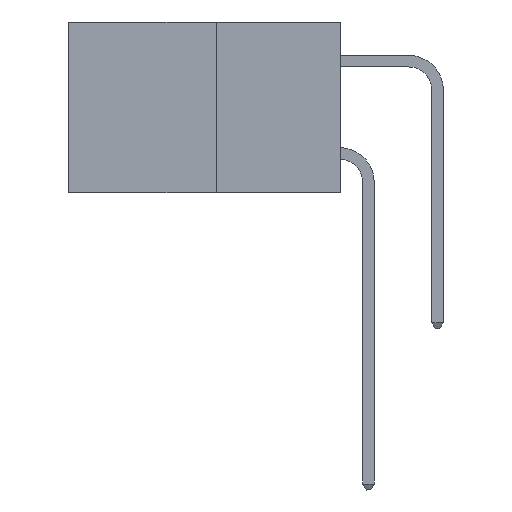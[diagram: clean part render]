
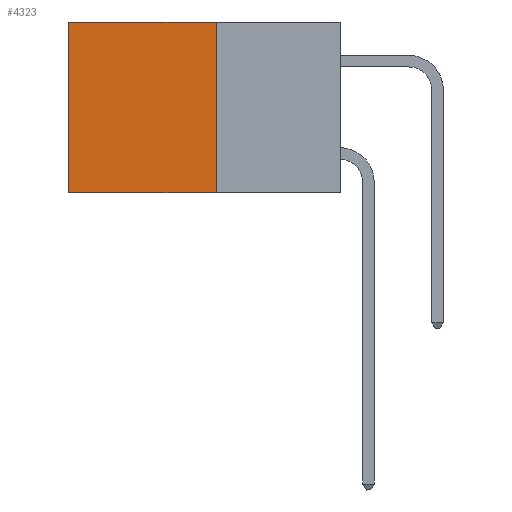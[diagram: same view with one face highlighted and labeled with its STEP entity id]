
A CAD part, left-side view. The second image highlights one B-rep face of the part: STEP entity #4323.
In plain terms, the highlighted planar face has unit normal (-1, 0, 0).
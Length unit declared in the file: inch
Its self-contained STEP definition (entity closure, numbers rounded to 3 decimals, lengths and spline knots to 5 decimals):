
#152 = PLANE ( 'NONE',  #13399 ) ;
#909 = CARTESIAN_POINT ( 'NONE',  ( 0.277, 0.27, 0. ) ) ;
#1909 = CARTESIAN_POINT ( 'NONE',  ( 0.277, 0.59, -0.37 ) ) ;
#2030 = DIRECTION ( 'NONE',  ( 0., 0., -1. ) ) ;
#2499 = VERTEX_POINT ( 'NONE', #17441 ) ;
#2663 = ORIENTED_EDGE ( 'NONE', *, *, #6783, .F. ) ;
#3501 = LINE ( 'NONE', #20706, #17302 ) ;
#3604 = LINE ( 'NONE', #8301, #13599 ) ;
#4323 = ADVANCED_FACE ( 'NONE', ( #11952 ), #152, .F. ) ;
#5964 = VERTEX_POINT ( 'NONE', #1909 ) ;
#6256 = VECTOR ( 'NONE', #12138, 39.37008 ) ;
#6783 = EDGE_CURVE ( 'NONE', #23296, #22763, #15305, .T. ) ;
#7626 = CARTESIAN_POINT ( 'NONE',  ( 0.277, 0.27, -0.37 ) ) ;
#7960 = DIRECTION ( 'NONE',  ( 0., 0., -1. ) ) ;
#8271 = EDGE_CURVE ( 'NONE', #2499, #5964, #3501, .T. ) ;
#8301 = CARTESIAN_POINT ( 'NONE',  ( 0.277, 0.27, -0.37 ) ) ;
#8720 = ORIENTED_EDGE ( 'NONE', *, *, #18389, .F. ) ;
#9243 = ORIENTED_EDGE ( 'NONE', *, *, #8271, .T. ) ;
#9440 = DIRECTION ( 'NONE',  ( 0., 0., -1. ) ) ;
#11952 = FACE_OUTER_BOUND ( 'NONE', #13105, .T. ) ;
#12138 = DIRECTION ( 'NONE',  ( 0., 1., 0. ) ) ;
#13105 = EDGE_LOOP ( 'NONE', ( #9243, #8720, #2663, #13115 ) ) ;
#13115 = ORIENTED_EDGE ( 'NONE', *, *, #18454, .T. ) ;
#13158 = CARTESIAN_POINT ( 'NONE',  ( 0.277, 0.27, -0.37 ) ) ;
#13259 = DIRECTION ( 'NONE',  ( 1., 0., 0. ) ) ;
#13399 = AXIS2_PLACEMENT_3D ( 'NONE', #7626, #13259, #2030 ) ;
#13599 = VECTOR ( 'NONE', #21381, 39.37008 ) ;
#15305 = LINE ( 'NONE', #19183, #15894 ) ;
#15894 = VECTOR ( 'NONE', #7960, 39.37008 ) ;
#17302 = VECTOR ( 'NONE', #9440, 39.37008 ) ;
#17441 = CARTESIAN_POINT ( 'NONE',  ( 0.277, 0.59, 0. ) ) ;
#18389 = EDGE_CURVE ( 'NONE', #22763, #5964, #3604, .T. ) ;
#18454 = EDGE_CURVE ( 'NONE', #23296, #2499, #21202, .T. ) ;
#19183 = CARTESIAN_POINT ( 'NONE',  ( 0.277, 0.27, -0.37 ) ) ;
#20706 = CARTESIAN_POINT ( 'NONE',  ( 0.277, 0.59, -0.37 ) ) ;
#21202 = LINE ( 'NONE', #909, #6256 ) ;
#21381 = DIRECTION ( 'NONE',  ( 0., 1., 0. ) ) ;
#22096 = CARTESIAN_POINT ( 'NONE',  ( 0.277, 0.27, 0. ) ) ;
#22763 = VERTEX_POINT ( 'NONE', #13158 ) ;
#23296 = VERTEX_POINT ( 'NONE', #22096 ) ;
